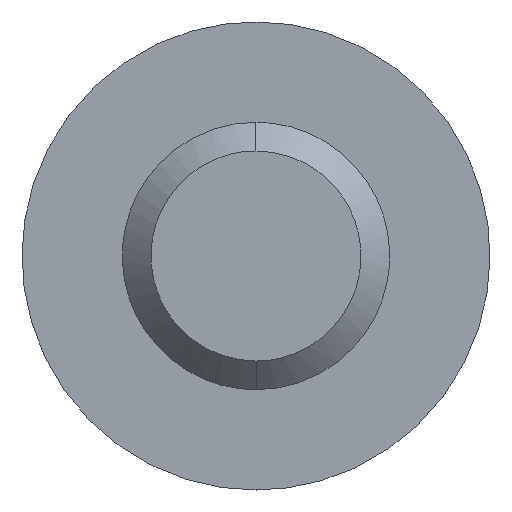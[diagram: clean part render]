
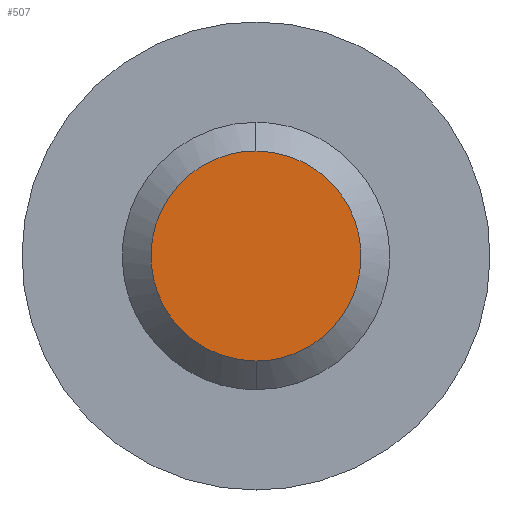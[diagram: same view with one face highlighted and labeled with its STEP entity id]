
A CAD part, left-side view. The second image highlights one B-rep face of the part: STEP entity #507.
In plain terms, the highlighted planar face has unit normal (-1, 0, 0).
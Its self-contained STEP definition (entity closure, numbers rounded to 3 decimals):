
#22 = VERTEX_POINT('',#23);
#23 = CARTESIAN_POINT('',(427.46,291.4,
    332.571));
#31 = ( BOUNDED_SURFACE() B_SPLINE_SURFACE(2,1,(
    (#32,#33)
    ,(#34,#35)
    ,(#36,#37)
    ,(#38,#39)
,(#40,#41
    )),.UNSPECIFIED.,.F.,.F.,.F.) B_SPLINE_SURFACE_WITH_KNOTS((3,2,3),(2
    ,2),(0.,1.571,3.142),(0.,3.281),
.UNSPECIFIED.) GEOMETRIC_REPRESENTATION_ITEM() RATIONAL_B_SPLINE_SURFACE
((
    (1.,1.)
    ,(0.707,0.707)
    ,(1.,1.)
    ,(0.707,0.707)
,(1.,1.))) REPRESENTATION_ITEM('') SURFACE() );
#32 = CARTESIAN_POINT('',(425.89,291.4,
    331.));
#33 = CARTESIAN_POINT('',(428.21,291.4,
    328.68));
#34 = CARTESIAN_POINT('',(425.89,291.4,
    331.));
#35 = CARTESIAN_POINT('',(428.21,293.72,
    328.68));
#36 = CARTESIAN_POINT('',(425.89,291.4,
    331.));
#37 = CARTESIAN_POINT('',(428.21,293.72,
    331.));
#38 = CARTESIAN_POINT('',(425.89,291.4,
    331.));
#39 = CARTESIAN_POINT('',(428.21,293.72,
    333.32));
#40 = CARTESIAN_POINT('',(425.89,291.4,
    331.));
#41 = CARTESIAN_POINT('',(428.21,291.4,
    333.32));
#71 = ( BOUNDED_SURFACE() B_SPLINE_SURFACE(2,1,(
    (#72,#73)
    ,(#74,#75)
    ,(#76,#77)
    ,(#78,#79)
,(#80,#81
    )),.UNSPECIFIED.,.F.,.F.,.F.) B_SPLINE_SURFACE_WITH_KNOTS((3,2,3),(2
    ,2),(3.142,4.712,6.283),(0.,3.281)
,.PIECEWISE_BEZIER_KNOTS.) GEOMETRIC_REPRESENTATION_ITEM() 
RATIONAL_B_SPLINE_SURFACE((
    (1.,1.)
    ,(0.707,0.707)
    ,(1.,1.)
    ,(0.707,0.707)
,(1.,1.))) REPRESENTATION_ITEM('') SURFACE() );
#72 = CARTESIAN_POINT('',(425.89,291.4,
    331.));
#73 = CARTESIAN_POINT('',(428.21,291.4,
    333.32));
#74 = CARTESIAN_POINT('',(425.89,291.4,
    331.));
#75 = CARTESIAN_POINT('',(428.21,289.08,
    333.32));
#76 = CARTESIAN_POINT('',(425.89,291.4,
    331.));
#77 = CARTESIAN_POINT('',(428.21,289.08,
    331.));
#78 = CARTESIAN_POINT('',(425.89,291.4,
    331.));
#79 = CARTESIAN_POINT('',(428.21,289.08,
    328.68));
#80 = CARTESIAN_POINT('',(425.89,291.4,
    331.));
#81 = CARTESIAN_POINT('',(428.21,291.4,
    328.68));
#192 = VERTEX_POINT('',#193);
#193 = CARTESIAN_POINT('',(427.46,291.4,329.429
    ));
#257 = EDGE_CURVE('',#192,#22,#258,.T.);
#258 = SURFACE_CURVE('',#259,(#265,#294),.PCURVE_S1.);
#259 = ( BOUNDED_CURVE() B_SPLINE_CURVE(2,(#260,#261,#262,#263,#264),
.UNSPECIFIED.,.F.,.F.) B_SPLINE_CURVE_WITH_KNOTS((3,2,3),(4.934
,7.401,9.868),.UNSPECIFIED.) CURVE() 
GEOMETRIC_REPRESENTATION_ITEM() RATIONAL_B_SPLINE_CURVE((1.,
0.707,1.,0.707,1.)) REPRESENTATION_ITEM('') );
#260 = CARTESIAN_POINT('',(427.46,291.4,329.429
    ));
#261 = CARTESIAN_POINT('',(427.46,292.971,329.429
    ));
#262 = CARTESIAN_POINT('',(427.46,292.971,
    331.));
#263 = CARTESIAN_POINT('',(427.46,292.971,
    332.571));
#264 = CARTESIAN_POINT('',(427.46,291.4,
    332.571));
#265 = PCURVE('',#31,#266);
#266 = DEFINITIONAL_REPRESENTATION('',(#267),#293);
#267 = B_SPLINE_CURVE_WITH_KNOTS('',3,(#268,#269,#270,#271,#272,#273,
    #274,#275,#276,#277,#278,#279,#280,#281,#282,#283,#284,#285,#286,
    #287,#288,#289,#290,#291,#292),.UNSPECIFIED.,.F.,.F.,(4,1,1,1,1,1,1,
    1,1,1,1,1,1,1,1,1,1,1,1,1,1,1,4),(4.934,5.158,
    5.383,5.607,5.831,6.056,
    6.28,6.504,6.728,6.953,
    7.177,7.401,7.625,7.85,
    8.074,8.298,8.523,8.747,
    8.971,9.195,9.42,9.644,
    9.868),.QUASI_UNIFORM_KNOTS.);
#268 = CARTESIAN_POINT('',(0.,2.221));
#269 = CARTESIAN_POINT('',(0.048,2.221));
#270 = CARTESIAN_POINT('',(0.143,2.221));
#271 = CARTESIAN_POINT('',(0.286,2.221));
#272 = CARTESIAN_POINT('',(0.428,2.221));
#273 = CARTESIAN_POINT('',(0.571,2.221));
#274 = CARTESIAN_POINT('',(0.714,2.221));
#275 = CARTESIAN_POINT('',(0.857,2.221));
#276 = CARTESIAN_POINT('',(1.,2.221));
#277 = CARTESIAN_POINT('',(1.142,2.221));
#278 = CARTESIAN_POINT('',(1.285,2.221));
#279 = CARTESIAN_POINT('',(1.428,2.221));
#280 = CARTESIAN_POINT('',(1.571,2.221));
#281 = CARTESIAN_POINT('',(1.714,2.221));
#282 = CARTESIAN_POINT('',(1.856,2.221));
#283 = CARTESIAN_POINT('',(1.999,2.221));
#284 = CARTESIAN_POINT('',(2.142,2.221));
#285 = CARTESIAN_POINT('',(2.285,2.221));
#286 = CARTESIAN_POINT('',(2.428,2.221));
#287 = CARTESIAN_POINT('',(2.57,2.221));
#288 = CARTESIAN_POINT('',(2.713,2.221));
#289 = CARTESIAN_POINT('',(2.856,2.221));
#290 = CARTESIAN_POINT('',(2.999,2.221));
#291 = CARTESIAN_POINT('',(3.094,2.221));
#292 = CARTESIAN_POINT('',(3.142,2.221));
#293 = ( GEOMETRIC_REPRESENTATION_CONTEXT(2) 
PARAMETRIC_REPRESENTATION_CONTEXT() REPRESENTATION_CONTEXT('2D SPACE',''
  ) );
#294 = PCURVE('',#295,#300);
#295 = PLANE('',#296);
#296 = AXIS2_PLACEMENT_3D('',#297,#298,#299);
#297 = CARTESIAN_POINT('',(427.46,293.405,
    328.995));
#298 = DIRECTION('',(-1.,0.,0.));
#299 = DIRECTION('',(0.,1.,0.));
#300 = DEFINITIONAL_REPRESENTATION('',(#301),#307);
#301 = ( BOUNDED_CURVE() B_SPLINE_CURVE(2,(#302,#303,#304,#305,#306),
.UNSPECIFIED.,.F.,.F.) B_SPLINE_CURVE_WITH_KNOTS((3,2,3),(4.934
,7.401,9.868),.UNSPECIFIED.) CURVE() 
GEOMETRIC_REPRESENTATION_ITEM() RATIONAL_B_SPLINE_CURVE((1.,
0.707,1.,0.707,1.)) REPRESENTATION_ITEM('') );
#302 = CARTESIAN_POINT('',(-2.005,-0.434));
#303 = CARTESIAN_POINT('',(-0.434,-0.434));
#304 = CARTESIAN_POINT('',(-0.434,-2.005));
#305 = CARTESIAN_POINT('',(-0.434,-3.575));
#306 = CARTESIAN_POINT('',(-2.005,-3.575));
#307 = ( GEOMETRIC_REPRESENTATION_CONTEXT(2) 
PARAMETRIC_REPRESENTATION_CONTEXT() REPRESENTATION_CONTEXT('2D SPACE',''
  ) );
#507 = ADVANCED_FACE('',(#508),#295,.T.);
#508 = FACE_BOUND('',#509,.T.);
#509 = EDGE_LOOP('',(#510,#511));
#510 = ORIENTED_EDGE('',*,*,#257,.F.);
#511 = ORIENTED_EDGE('',*,*,#512,.F.);
#512 = EDGE_CURVE('',#22,#192,#513,.T.);
#513 = SURFACE_CURVE('',#514,(#520,#529),.PCURVE_S1.);
#514 = ( BOUNDED_CURVE() B_SPLINE_CURVE(2,(#515,#516,#517,#518,#519),
.UNSPECIFIED.,.F.,.F.) B_SPLINE_CURVE_WITH_KNOTS((3,2,3),(0.,
2.467,4.934),.PIECEWISE_BEZIER_KNOTS.) CURVE() 
GEOMETRIC_REPRESENTATION_ITEM() RATIONAL_B_SPLINE_CURVE((1.,
0.707,1.,0.707,1.)) REPRESENTATION_ITEM('') );
#515 = CARTESIAN_POINT('',(427.46,291.4,
    332.571));
#516 = CARTESIAN_POINT('',(427.46,289.829,
    332.571));
#517 = CARTESIAN_POINT('',(427.46,289.829,
    331.));
#518 = CARTESIAN_POINT('',(427.46,289.829,329.429)
  );
#519 = CARTESIAN_POINT('',(427.46,291.4,329.429
    ));
#520 = PCURVE('',#295,#521);
#521 = DEFINITIONAL_REPRESENTATION('',(#522),#528);
#522 = ( BOUNDED_CURVE() B_SPLINE_CURVE(2,(#523,#524,#525,#526,#527),
.UNSPECIFIED.,.F.,.F.) B_SPLINE_CURVE_WITH_KNOTS((3,2,3),(0.,
2.467,4.934),.PIECEWISE_BEZIER_KNOTS.) CURVE() 
GEOMETRIC_REPRESENTATION_ITEM() RATIONAL_B_SPLINE_CURVE((1.,
0.707,1.,0.707,1.)) REPRESENTATION_ITEM('') );
#523 = CARTESIAN_POINT('',(-2.005,-3.575));
#524 = CARTESIAN_POINT('',(-3.575,-3.575));
#525 = CARTESIAN_POINT('',(-3.575,-2.005));
#526 = CARTESIAN_POINT('',(-3.575,-0.434));
#527 = CARTESIAN_POINT('',(-2.005,-0.434));
#528 = ( GEOMETRIC_REPRESENTATION_CONTEXT(2) 
PARAMETRIC_REPRESENTATION_CONTEXT() REPRESENTATION_CONTEXT('2D SPACE',''
  ) );
#529 = PCURVE('',#71,#530);
#530 = DEFINITIONAL_REPRESENTATION('',(#531),#557);
#531 = B_SPLINE_CURVE_WITH_KNOTS('',3,(#532,#533,#534,#535,#536,#537,
    #538,#539,#540,#541,#542,#543,#544,#545,#546,#547,#548,#549,#550,
    #551,#552,#553,#554,#555,#556),.UNSPECIFIED.,.F.,.F.,(4,1,1,1,1,1,1,
    1,1,1,1,1,1,1,1,1,1,1,1,1,1,1,4),(0.,0.224,0.449,
    0.673,0.897,1.121,1.346,
    1.57,1.794,2.019,2.243,
    2.467,2.691,2.916,3.14,
    3.364,3.588,3.813,4.037,
    4.261,4.486,4.71,4.934),
  .QUASI_UNIFORM_KNOTS.);
#532 = CARTESIAN_POINT('',(3.142,2.221));
#533 = CARTESIAN_POINT('',(3.189,2.221));
#534 = CARTESIAN_POINT('',(3.284,2.221));
#535 = CARTESIAN_POINT('',(3.427,2.221));
#536 = CARTESIAN_POINT('',(3.57,2.221));
#537 = CARTESIAN_POINT('',(3.713,2.221));
#538 = CARTESIAN_POINT('',(3.856,2.221));
#539 = CARTESIAN_POINT('',(3.998,2.221));
#540 = CARTESIAN_POINT('',(4.141,2.221));
#541 = CARTESIAN_POINT('',(4.284,2.221));
#542 = CARTESIAN_POINT('',(4.427,2.221));
#543 = CARTESIAN_POINT('',(4.57,2.221));
#544 = CARTESIAN_POINT('',(4.712,2.221));
#545 = CARTESIAN_POINT('',(4.855,2.221));
#546 = CARTESIAN_POINT('',(4.998,2.221));
#547 = CARTESIAN_POINT('',(5.141,2.221));
#548 = CARTESIAN_POINT('',(5.284,2.221));
#549 = CARTESIAN_POINT('',(5.426,2.221));
#550 = CARTESIAN_POINT('',(5.569,2.221));
#551 = CARTESIAN_POINT('',(5.712,2.221));
#552 = CARTESIAN_POINT('',(5.855,2.221));
#553 = CARTESIAN_POINT('',(5.998,2.221));
#554 = CARTESIAN_POINT('',(6.14,2.221));
#555 = CARTESIAN_POINT('',(6.236,2.221));
#556 = CARTESIAN_POINT('',(6.283,2.221));
#557 = ( GEOMETRIC_REPRESENTATION_CONTEXT(2) 
PARAMETRIC_REPRESENTATION_CONTEXT() REPRESENTATION_CONTEXT('2D SPACE',''
  ) );
